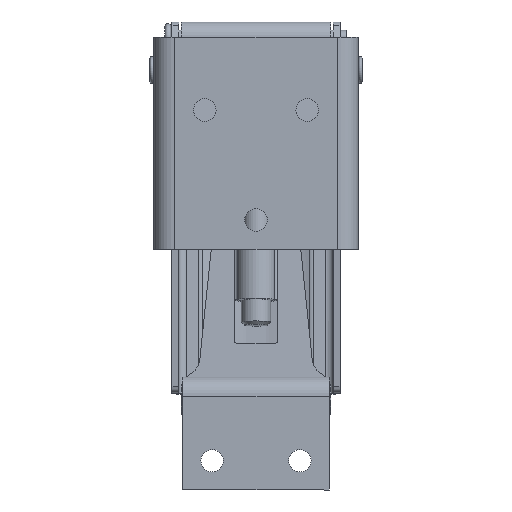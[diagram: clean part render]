
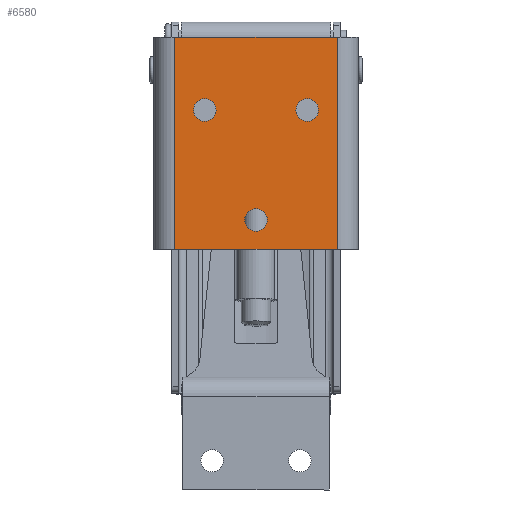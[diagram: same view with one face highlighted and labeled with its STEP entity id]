
A CAD part, front view. The second image highlights one B-rep face of the part: STEP entity #6580.
In plain terms, the highlighted planar face has unit normal (0, -1, 0).
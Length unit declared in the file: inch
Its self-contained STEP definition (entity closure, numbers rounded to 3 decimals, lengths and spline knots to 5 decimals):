
#5977=CARTESIAN_POINT('',(0.341,-0.3775,-0.764));
#5978=VERTEX_POINT('',#5977);
#5979=CARTESIAN_POINT('',(0.4375,-0.3775,-0.764));
#5980=DIRECTION('',(0.0,1.0,0.0));
#5981=DIRECTION('',(1.0,0.0,0.0));
#5982=AXIS2_PLACEMENT_3D('',#5979,#5980,#5981);
#5983=CIRCLE('',#5982,0.0965);
#5984=EDGE_CURVE('',#5978,#5978,#5983,.T.);
#5997=CARTESIAN_POINT('',(-0.0965,-0.3775,-1.702));
#5998=VERTEX_POINT('',#5997);
#5999=CARTESIAN_POINT('',(0.,-0.3775,-1.702));
#6000=DIRECTION('',(0.0,1.0,0.0));
#6001=DIRECTION('',(1.0,0.0,0.0));
#6002=AXIS2_PLACEMENT_3D('',#5999,#6000,#6001);
#6003=CIRCLE('',#6002,0.0965);
#6004=EDGE_CURVE('',#5998,#5998,#6003,.T.);
#6017=CARTESIAN_POINT('',(-0.534,-0.3775,-0.764));
#6018=VERTEX_POINT('',#6017);
#6019=CARTESIAN_POINT('',(-0.4375,-0.3775,-0.764));
#6020=DIRECTION('',(0.0,1.0,0.0));
#6021=DIRECTION('',(1.0,0.0,0.0));
#6022=AXIS2_PLACEMENT_3D('',#6019,#6020,#6021);
#6023=CIRCLE('',#6022,0.0965);
#6024=EDGE_CURVE('',#6018,#6018,#6023,.T.);
#6351=CARTESIAN_POINT('',(0.695,-0.3775,-1.952));
#6352=VERTEX_POINT('',#6351);
#6360=CARTESIAN_POINT('',(-0.695,-0.3775,-1.952));
#6361=VERTEX_POINT('',#6360);
#6362=CARTESIAN_POINT('',(-0.695,-0.3775,-1.952));
#6363=DIRECTION('',(1.0,0.0,0.0));
#6364=VECTOR('',#6363,1.39);
#6365=LINE('',#6362,#6364);
#6366=EDGE_CURVE('',#6361,#6352,#6365,.T.);
#6529=CARTESIAN_POINT('',(-0.695,-0.3775,-0.14));
#6530=VERTEX_POINT('',#6529);
#6531=CARTESIAN_POINT('',(-0.695,-0.3775,-0.14));
#6532=DIRECTION('',(0.0,0.0,-1.0));
#6533=VECTOR('',#6532,1.812);
#6534=LINE('',#6531,#6533);
#6535=EDGE_CURVE('',#6530,#6361,#6534,.T.);
#6548=CARTESIAN_POINT('',(-0.695,-0.3775,-0.14));
#6549=DIRECTION('',(0.0,-1.0,0.0));
#6550=DIRECTION('',(0.0,0.0,1.0));
#6551=AXIS2_PLACEMENT_3D('',#6548,#6549,#6550);
#6552=PLANE('',#6551);
#6553=ORIENTED_EDGE('',*,*,#6366,.T.);
#6554=CARTESIAN_POINT('',(0.695,-0.3775,-0.14));
#6555=VERTEX_POINT('',#6554);
#6556=CARTESIAN_POINT('',(0.695,-0.3775,-0.14));
#6557=DIRECTION('',(0.0,0.0,-1.0));
#6558=VECTOR('',#6557,1.812);
#6559=LINE('',#6556,#6558);
#6560=EDGE_CURVE('',#6555,#6352,#6559,.T.);
#6561=ORIENTED_EDGE('',*,*,#6560,.F.);
#6562=CARTESIAN_POINT('',(-0.695,-0.3775,-0.14));
#6563=DIRECTION('',(1.0,0.0,0.0));
#6564=VECTOR('',#6563,1.39);
#6565=LINE('',#6562,#6564);
#6566=EDGE_CURVE('',#6530,#6555,#6565,.T.);
#6567=ORIENTED_EDGE('',*,*,#6566,.F.);
#6568=ORIENTED_EDGE('',*,*,#6535,.T.);
#6569=EDGE_LOOP('',(#6553,#6561,#6567,#6568));
#6570=FACE_OUTER_BOUND('',#6569,.T.);
#6571=ORIENTED_EDGE('',*,*,#5984,.T.);
#6572=EDGE_LOOP('',(#6571));
#6573=FACE_BOUND('',#6572,.T.);
#6574=ORIENTED_EDGE('',*,*,#6004,.T.);
#6575=EDGE_LOOP('',(#6574));
#6576=FACE_BOUND('',#6575,.T.);
#6577=ORIENTED_EDGE('',*,*,#6024,.T.);
#6578=EDGE_LOOP('',(#6577));
#6579=FACE_BOUND('',#6578,.T.);
#6580=ADVANCED_FACE('',(#6570,#6573,#6576,#6579),#6552,.T.);
